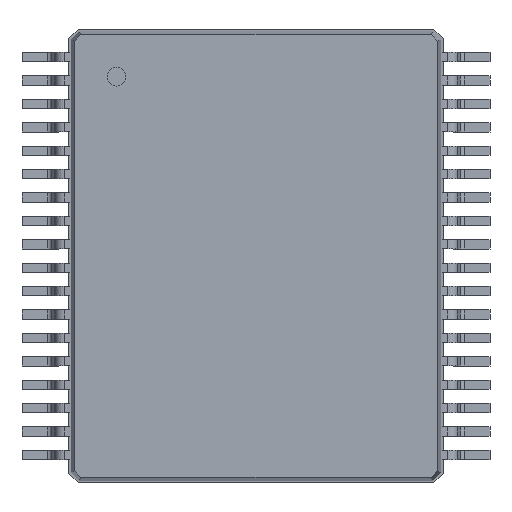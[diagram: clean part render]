
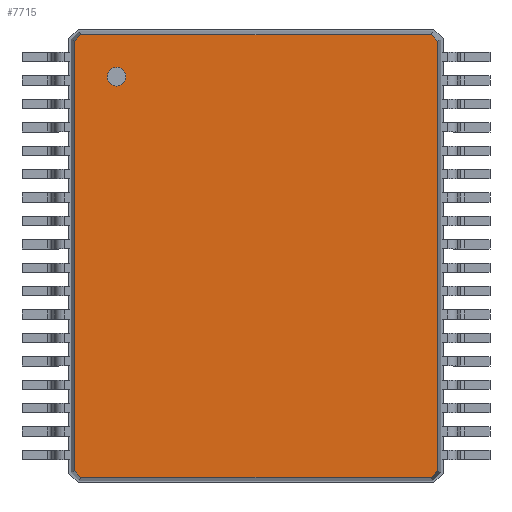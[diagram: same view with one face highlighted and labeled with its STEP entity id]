
A CAD part, top view. The second image highlights one B-rep face of the part: STEP entity #7715.
In plain terms, the highlighted planar face has unit normal (0, 0, 1).
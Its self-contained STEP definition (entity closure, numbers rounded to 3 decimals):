
#13=DIRECTION('',(0.,0.,1.));
#27=VECTOR('',#28,1.);
#28=DIRECTION('',(1.,0.,0.));
#51=VECTOR('',#52,1.);
#52=DIRECTION('',(0.707,-0.707,0.));
#58=VECTOR('',#59,1.);
#59=DIRECTION('',(0.,-1.,0.));
#65=VECTOR('',#66,1.);
#66=DIRECTION('',(-0.707,-0.707,0.));
#72=VECTOR('',#73,1.);
#73=DIRECTION('',(-1.,0.,0.));
#79=VECTOR('',#80,1.);
#80=DIRECTION('',(-0.707,0.707,0.));
#86=VECTOR('',#87,1.);
#87=DIRECTION('',(0.,1.,0.));
#91=VECTOR('',#92,1.);
#92=DIRECTION('',(0.707,0.707,0.));
#2220=VERTEX_POINT('',#2221);
#2221=CARTESIAN_POINT('',(-3.879,4.589,1.2));
#2223=ORIENTED_EDGE('',*,*,#2224,.F.);
#2224=EDGE_CURVE('',#2225,#2220,#2227,.T.);
#2225=VERTEX_POINT('',#2226);
#2226=CARTESIAN_POINT('',(-3.879,-4.589,1.2));
#2227=LINE('',#2226,#86);
#2238=VERTEX_POINT('',#2239);
#2239=CARTESIAN_POINT('',(-3.739,4.729,1.2));
#2241=ORIENTED_EDGE('',*,*,#2242,.F.);
#2242=EDGE_CURVE('',#2220,#2238,#2243,.T.);
#2243=LINE('',#2221,#91);
#2252=VERTEX_POINT('',#2253);
#2253=CARTESIAN_POINT('',(3.739,4.729,1.2));
#2255=ORIENTED_EDGE('',*,*,#2256,.F.);
#2256=EDGE_CURVE('',#2238,#2252,#2257,.T.);
#2257=LINE('',#2239,#27);
#2266=VERTEX_POINT('',#2267);
#2267=CARTESIAN_POINT('',(3.879,4.589,1.2));
#2269=ORIENTED_EDGE('',*,*,#2270,.F.);
#2270=EDGE_CURVE('',#2252,#2266,#2271,.T.);
#2271=LINE('',#2253,#51);
#2424=VERTEX_POINT('',#2425);
#2425=CARTESIAN_POINT('',(3.879,-4.589,1.2));
#2427=ORIENTED_EDGE('',*,*,#2428,.F.);
#2428=EDGE_CURVE('',#2266,#2424,#2429,.T.);
#2429=LINE('',#2267,#58);
#7715=ADVANCED_FACE('',(#7716,#7731),#7741,.T.);
#7716=FACE_BOUND('',#7717,.T.);
#7717=EDGE_LOOP('',(#2255,#2241,#2223,#7718,#7723,#7728,#2427,#2269));
#7718=ORIENTED_EDGE('',*,*,#7719,.F.);
#7719=EDGE_CURVE('',#7720,#2225,#7722,.T.);
#7720=VERTEX_POINT('',#7721);
#7721=CARTESIAN_POINT('',(-3.739,-4.729,1.2));
#7722=LINE('',#7721,#79);
#7723=ORIENTED_EDGE('',*,*,#7724,.F.);
#7724=EDGE_CURVE('',#7725,#7720,#7727,.T.);
#7725=VERTEX_POINT('',#7726);
#7726=CARTESIAN_POINT('',(3.739,-4.729,1.2));
#7727=LINE('',#7726,#72);
#7728=ORIENTED_EDGE('',*,*,#7729,.F.);
#7729=EDGE_CURVE('',#2424,#7725,#7730,.T.);
#7730=LINE('',#2425,#65);
#7731=FACE_BOUND('',#7732,.T.);
#7732=EDGE_LOOP('',(#7733));
#7733=ORIENTED_EDGE('',*,*,#7734,.T.);
#7734=EDGE_CURVE('',#7735,#7735,#7737,.T.);
#7735=VERTEX_POINT('',#7736);
#7736=CARTESIAN_POINT('',(-2.979,3.629,1.2));
#7737=CIRCLE('',#7738,0.2);
#7738=AXIS2_PLACEMENT_3D('',#7739,#7740,#59);
#7739=CARTESIAN_POINT('',(-2.979,3.829,1.2));
#7740=DIRECTION('',(0.,-0.,-1.));
#7741=PLANE('',#7742);
#7742=AXIS2_PLACEMENT_3D('',#2239,#13,#7743);
#7743=DIRECTION('',(0.62,-0.784,0.));
